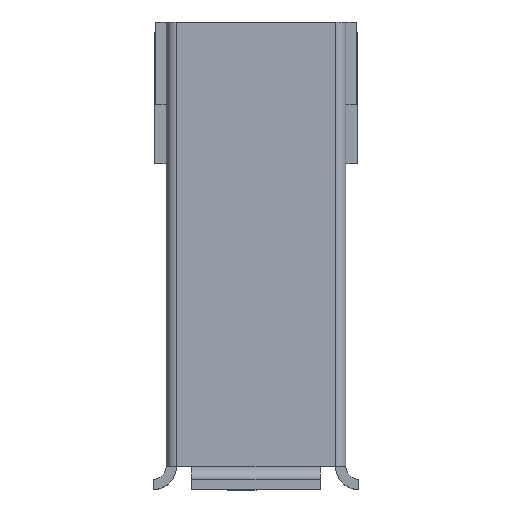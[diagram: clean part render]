
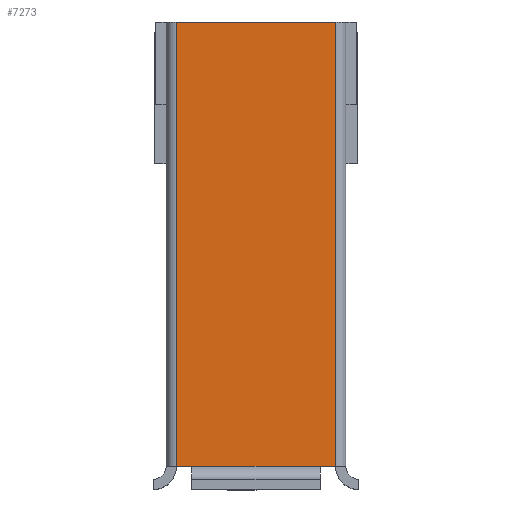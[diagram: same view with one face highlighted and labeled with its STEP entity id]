
A CAD part, top view. The second image highlights one B-rep face of the part: STEP entity #7273.
In plain terms, the highlighted planar face has unit normal (0, 0, 1).
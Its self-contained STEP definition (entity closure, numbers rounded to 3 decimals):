
#7244=AXIS2_PLACEMENT_3D('Plane Axis2P3D',#7241,#7242,#7243) ;
#5062=CARTESIAN_POINT('Vertex',(1.5,0.9,16.05)) ;
#5269=CARTESIAN_POINT('Line Origine',(4.,0.9,16.05)) ;
#5273=CARTESIAN_POINT('Vertex',(6.5,0.9,16.05)) ;
#6882=CARTESIAN_POINT('Line Origine',(1.2,0.9,16.05)) ;
#6886=CARTESIAN_POINT('Vertex',(0.9,0.9,16.05)) ;
#7222=CARTESIAN_POINT('Line Origine',(0.9,7.775,16.05)) ;
#7226=CARTESIAN_POINT('Vertex',(0.9,18.2,16.05)) ;
#7241=CARTESIAN_POINT('Axis2P3D Location',(0.5,0.9,16.05)) ;
#7246=CARTESIAN_POINT('Line Origine',(6.8,0.9,16.05)) ;
#7250=CARTESIAN_POINT('Vertex',(7.1,0.9,16.05)) ;
#7253=CARTESIAN_POINT('Line Origine',(7.1,9.55,16.05)) ;
#7257=CARTESIAN_POINT('Vertex',(7.1,18.2,16.05)) ;
#7260=CARTESIAN_POINT('Line Origine',(4.,18.2,16.05)) ;
#5270=DIRECTION('Vector Direction',(1.,0.,0.)) ;
#6883=DIRECTION('Vector Direction',(1.,0.,0.)) ;
#7223=DIRECTION('Vector Direction',(0.,1.,0.)) ;
#7242=DIRECTION('Axis2P3D Direction',(0.,0.,1.)) ;
#7243=DIRECTION('Axis2P3D XDirection',(1.,0.,0.)) ;
#7247=DIRECTION('Vector Direction',(1.,0.,0.)) ;
#7254=DIRECTION('Vector Direction',(0.,1.,0.)) ;
#7261=DIRECTION('Vector Direction',(1.,0.,0.)) ;
#5271=VECTOR('Line Direction',#5270,1.) ;
#6884=VECTOR('Line Direction',#6883,1.) ;
#7224=VECTOR('Line Direction',#7223,1.) ;
#7248=VECTOR('Line Direction',#7247,1.) ;
#7255=VECTOR('Line Direction',#7254,1.) ;
#7262=VECTOR('Line Direction',#7261,1.) ;
#7266=ORIENTED_EDGE('',*,*,#7228,.F.) ;
#7267=ORIENTED_EDGE('',*,*,#6888,.T.) ;
#7268=ORIENTED_EDGE('',*,*,#5275,.T.) ;
#7269=ORIENTED_EDGE('',*,*,#7252,.T.) ;
#7270=ORIENTED_EDGE('',*,*,#7259,.T.) ;
#7271=ORIENTED_EDGE('',*,*,#7264,.F.) ;
#7273=ADVANCED_FACE('FW_R4_R1U_3.0N1_RL',(#7272),#7245,.T.) ;
#5275=EDGE_CURVE('',#5063,#5274,#5272,.T.) ;
#6888=EDGE_CURVE('',#6887,#5063,#6885,.T.) ;
#7228=EDGE_CURVE('',#6887,#7227,#7225,.T.) ;
#7252=EDGE_CURVE('',#5274,#7251,#7249,.T.) ;
#7259=EDGE_CURVE('',#7251,#7258,#7256,.T.) ;
#7264=EDGE_CURVE('',#7227,#7258,#7263,.T.) ;
#7265=EDGE_LOOP('',(#7266,#7267,#7268,#7269,#7270,#7271)) ;
#7272=FACE_OUTER_BOUND('',#7265,.T.) ;
#5272=LINE('Line',#5269,#5271) ;
#6885=LINE('Line',#6882,#6884) ;
#7225=LINE('Line',#7222,#7224) ;
#7249=LINE('Line',#7246,#7248) ;
#7256=LINE('Line',#7253,#7255) ;
#7263=LINE('Line',#7260,#7262) ;
#7245=PLANE('',#7244) ;
#5063=VERTEX_POINT('',#5062) ;
#5274=VERTEX_POINT('',#5273) ;
#6887=VERTEX_POINT('',#6886) ;
#7227=VERTEX_POINT('',#7226) ;
#7251=VERTEX_POINT('',#7250) ;
#7258=VERTEX_POINT('',#7257) ;
